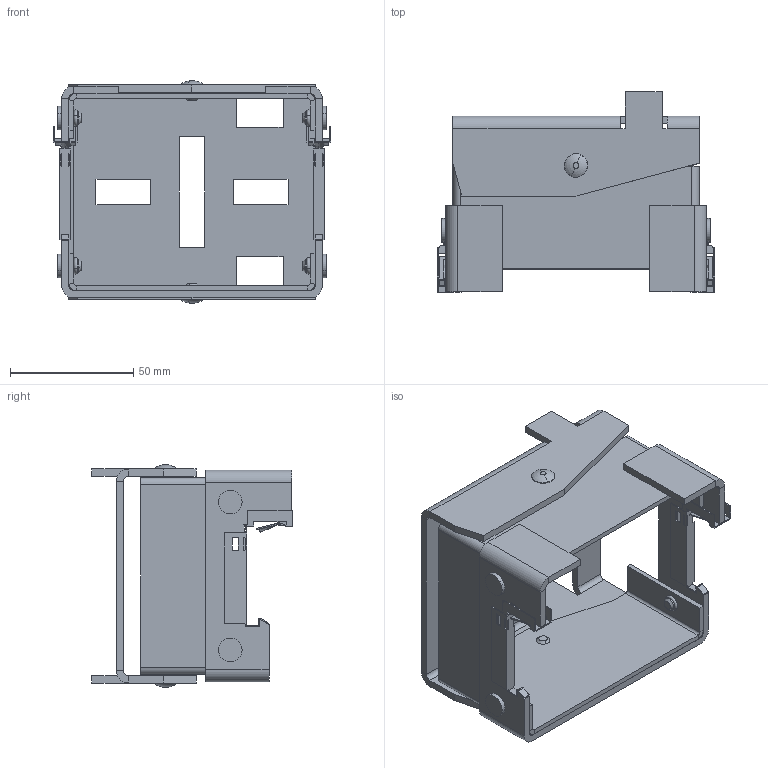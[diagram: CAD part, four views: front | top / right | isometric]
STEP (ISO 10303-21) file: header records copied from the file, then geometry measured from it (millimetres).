
FILE_DESCRIPTION (( 'STEP AP214' ), '1' );
FILE_NAME ('5901650.STEP', '2024-05-28T13:20:33', ( '' ), ( '' ), 'SwSTEP 2.0', 'SolidWorks 2022', '' );
FILE_SCHEMA (( 'AUTOMOTIVE_DESIGN' ));
Length unit declared in the file: millimetre
Products named in the file (7): KTS 14.041-005_5.00mm; 241694; 5901650; 245052; KTS 14.041-005_3.5mm; 241692; 245051
Assembly tree (11 placements, depth 2):
  5901650
    245051
    245052
    KTS 14.041-005_5.00mm  x4
    241694
    241692  x2
    KTS 14.041-005_3.5mm  x2
Bounding box: 112.6 x 81.5 x 90.2 mm (x, y, z)
Volume: 89804.6 mm3; surface area: 81103.4 mm2
Topology: 11 solids, 11 shells, 576 faces, 1502 edges, 936 vertices
Faces by surface type: plane 412, cylinder 120, torus 20, cone 12, bspline 12
Entity records: 12964 total; most frequent: CARTESIAN_POINT 3160, ORIENTED_EDGE 1964, DIRECTION 1920, EDGE_CURVE 982, LINE 772, VECTOR 772, VERTEX_POINT 610, AXIS2_PLACEMENT_3D 574
